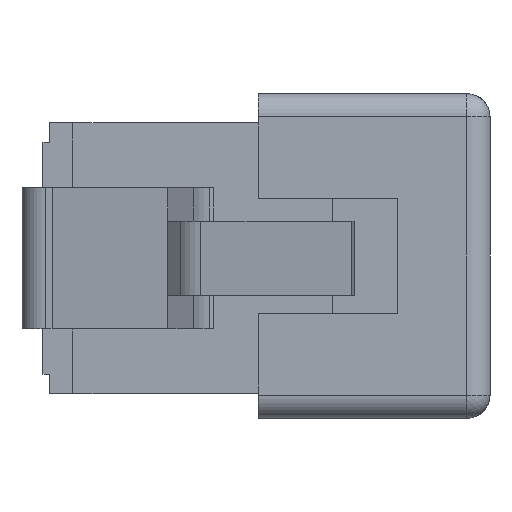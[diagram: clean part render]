
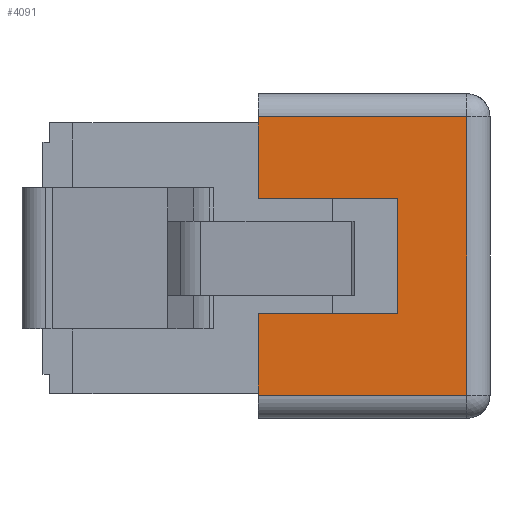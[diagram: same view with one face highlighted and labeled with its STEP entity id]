
A CAD part, left-side view. The second image highlights one B-rep face of the part: STEP entity #4091.
In plain terms, the highlighted planar face has unit normal (-1, 0, 0).
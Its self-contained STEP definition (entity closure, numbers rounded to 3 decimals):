
#1087=DIRECTION('',(0.,0.,-1.));
#1088=VECTOR('',#1087,3.5);
#1089=CARTESIAN_POINT('',(-18.,5.,6.));
#1090=LINE('',#1089,#1088);
#1119=DIRECTION('',(0.,0.,-1.));
#1120=VECTOR('',#1119,3.5);
#1121=CARTESIAN_POINT('',(-18.,5.,-2.5));
#1122=LINE('',#1121,#1120);
#1177=DIRECTION('',(0.,1.,0.));
#1178=VECTOR('',#1177,9.);
#1179=CARTESIAN_POINT('',(-18.,-4.,-6.));
#1180=LINE('',#1179,#1178);
#1181=DIRECTION('',(0.,0.,1.));
#1182=VECTOR('',#1181,5.);
#1183=CARTESIAN_POINT('',(-18.,-1.,-2.5));
#1184=LINE('',#1183,#1182);
#1185=DIRECTION('',(0.,1.,0.));
#1186=VECTOR('',#1185,9.);
#1187=CARTESIAN_POINT('',(-18.,-4.,6.));
#1188=LINE('',#1187,#1186);
#1189=DIRECTION('',(0.,0.,-1.));
#1190=VECTOR('',#1189,12.);
#1191=CARTESIAN_POINT('',(-18.,-4.,6.));
#1192=LINE('',#1191,#1190);
#1193=DIRECTION('',(0.,1.,0.));
#1194=VECTOR('',#1193,6.);
#1195=CARTESIAN_POINT('',(-18.,-1.,-2.5));
#1196=LINE('',#1195,#1194);
#1281=DIRECTION('',(0.,-1.,0.));
#1282=VECTOR('',#1281,6.);
#1283=CARTESIAN_POINT('',(-18.,5.,2.5));
#1284=LINE('',#1283,#1282);
#2717=CARTESIAN_POINT('',(-18.,5.,-2.5));
#2719=VERTEX_POINT('',#2717);
#2721=CARTESIAN_POINT('',(-18.,5.,2.5));
#2723=VERTEX_POINT('',#2721);
#2737=CARTESIAN_POINT('',(-18.,-1.,-2.5));
#2738=CARTESIAN_POINT('',(-18.,-1.,2.5));
#2739=VERTEX_POINT('',#2737);
#2740=VERTEX_POINT('',#2738);
#2786=CARTESIAN_POINT('',(-18.,5.,-6.));
#2788=VERTEX_POINT('',#2786);
#2789=CARTESIAN_POINT('',(-18.,-4.,-6.));
#2790=VERTEX_POINT('',#2789);
#2791=CARTESIAN_POINT('',(-18.,-4.,6.));
#2792=VERTEX_POINT('',#2791);
#2795=CARTESIAN_POINT('',(-18.,5.,6.));
#2797=VERTEX_POINT('',#2795);
#4072=CARTESIAN_POINT('',(-18.,-5.,7.));
#4073=DIRECTION('',(-1.,0.,0.));
#4074=DIRECTION('',(0.,0.,-1.));
#4075=AXIS2_PLACEMENT_3D('',#4072,#4073,#4074);
#4076=PLANE('',#4075);
#4077=ORIENTED_EDGE('',*,*,#4064,.T.);
#4078=ORIENTED_EDGE('',*,*,#4019,.F.);
#4080=ORIENTED_EDGE('',*,*,#4079,.F.);
#4082=ORIENTED_EDGE('',*,*,#4081,.T.);
#4084=ORIENTED_EDGE('',*,*,#4083,.F.);
#4085=ORIENTED_EDGE('',*,*,#4003,.F.);
#4086=ORIENTED_EDGE('',*,*,#3987,.F.);
#4088=ORIENTED_EDGE('',*,*,#4087,.T.);
#4089=EDGE_LOOP('',(#4077,#4078,#4080,#4082,#4084,#4085,#4086,#4088));
#4090=FACE_OUTER_BOUND('',#4089,.F.);
#4091=ADVANCED_FACE('',(#4090),#4076,.T.);
#3987=EDGE_CURVE('',#2792,#2797,#1188,.T.);
#4003=EDGE_CURVE('',#2797,#2723,#1090,.T.);
#4019=EDGE_CURVE('',#2719,#2788,#1122,.T.);
#4064=EDGE_CURVE('',#2790,#2788,#1180,.T.);
#4079=EDGE_CURVE('',#2739,#2719,#1196,.T.);
#4081=EDGE_CURVE('',#2739,#2740,#1184,.T.);
#4083=EDGE_CURVE('',#2723,#2740,#1284,.T.);
#4087=EDGE_CURVE('',#2792,#2790,#1192,.T.);
